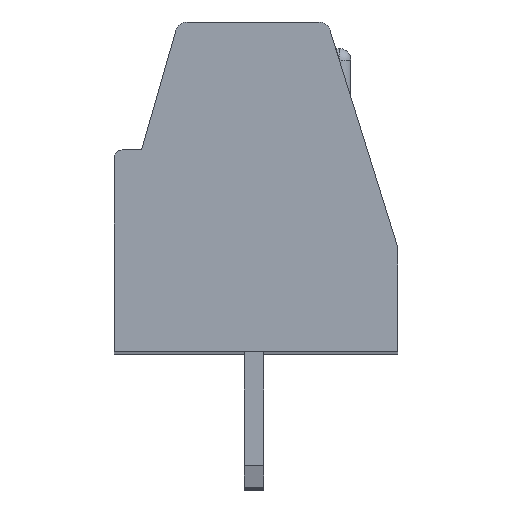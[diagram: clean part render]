
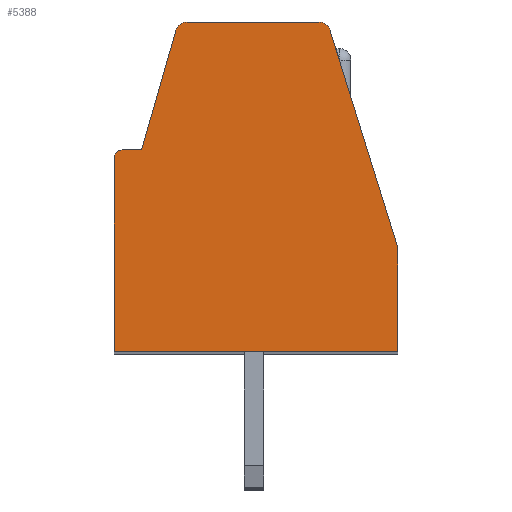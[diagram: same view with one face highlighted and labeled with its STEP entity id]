
A CAD part, top view. The second image highlights one B-rep face of the part: STEP entity #5388.
In plain terms, the highlighted planar face has unit normal (0, 0, 1).
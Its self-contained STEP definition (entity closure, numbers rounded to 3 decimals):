
#14=DIRECTION('',(0.,-1.,0.));
#15=VECTOR('',#14,5.);
#16=CARTESIAN_POINT('',(-3.6,5.,40.005));
#17=LINE('',#16,#15);
#18=CARTESIAN_POINT('',(-3.4,5.,40.005));
#19=DIRECTION('',(0.,0.,1.));
#20=DIRECTION('',(0.,1.,0.));
#21=AXIS2_PLACEMENT_3D('',#18,#19,#20);
#23=DIRECTION('',(-1.,0.,0.));
#24=VECTOR('',#23,0.5);
#25=CARTESIAN_POINT('',(-2.9,5.2,40.005));
#26=LINE('',#25,#24);
#27=DIRECTION('',(-0.276,-0.961,0.));
#28=VECTOR('',#27,3.207);
#29=CARTESIAN_POINT('',(-2.016,8.283,40.005));
#30=LINE('',#29,#28);
#31=CARTESIAN_POINT('',(-1.727,8.2,40.005));
#32=DIRECTION('',(0.,0.,1.));
#33=DIRECTION('',(0.,1.,0.));
#34=AXIS2_PLACEMENT_3D('',#31,#32,#33);
#36=DIRECTION('',(-1.,0.,0.));
#37=VECTOR('',#36,3.4);
#38=CARTESIAN_POINT('',(1.673,8.5,40.005));
#39=LINE('',#38,#37);
#40=CARTESIAN_POINT('',(1.673,8.2,40.005));
#41=DIRECTION('',(0.,0.,1.));
#42=DIRECTION('',(0.955,0.297,0.));
#43=AXIS2_PLACEMENT_3D('',#40,#41,#42);
#45=DIRECTION('',(-0.297,0.955,0.));
#46=VECTOR('',#45,5.854);
#47=CARTESIAN_POINT('',(3.7,2.7,40.005));
#48=LINE('',#47,#46);
#49=DIRECTION('',(0.,1.,0.));
#50=VECTOR('',#49,2.7);
#51=CARTESIAN_POINT('',(3.7,0.,40.005));
#52=LINE('',#51,#50);
#69=DIRECTION('',(1.,0.,0.));
#70=VECTOR('',#69,7.3);
#71=CARTESIAN_POINT('',(-3.6,0.,40.005));
#72=LINE('',#71,#70);
#4331=CARTESIAN_POINT('',(3.7,0.,40.005));
#4332=CARTESIAN_POINT('',(3.7,2.7,40.005));
#4333=VERTEX_POINT('',#4331);
#4334=VERTEX_POINT('',#4332);
#4335=CARTESIAN_POINT('',(1.959,8.289,40.005));
#4336=VERTEX_POINT('',#4335);
#4337=CARTESIAN_POINT('',(1.673,8.5,40.005));
#4338=VERTEX_POINT('',#4337);
#4339=CARTESIAN_POINT('',(-1.727,8.5,40.005));
#4340=VERTEX_POINT('',#4339);
#4341=CARTESIAN_POINT('',(-2.016,8.283,40.005));
#4342=VERTEX_POINT('',#4341);
#4343=CARTESIAN_POINT('',(-2.9,5.2,40.005));
#4344=VERTEX_POINT('',#4343);
#4345=CARTESIAN_POINT('',(-3.4,5.2,40.005));
#4346=VERTEX_POINT('',#4345);
#4347=CARTESIAN_POINT('',(-3.6,5.,40.005));
#4348=VERTEX_POINT('',#4347);
#4349=CARTESIAN_POINT('',(-3.6,0.,40.005));
#4350=VERTEX_POINT('',#4349);
#5361=CARTESIAN_POINT('',(0.,0.,40.005));
#5362=DIRECTION('',(0.,0.,1.));
#5363=DIRECTION('',(1.,0.,0.));
#5364=AXIS2_PLACEMENT_3D('',#5361,#5362,#5363);
#5365=PLANE('',#5364);
#5367=ORIENTED_EDGE('',*,*,#5366,.F.);
#5369=ORIENTED_EDGE('',*,*,#5368,.F.);
#5371=ORIENTED_EDGE('',*,*,#5370,.F.);
#5373=ORIENTED_EDGE('',*,*,#5372,.F.);
#5375=ORIENTED_EDGE('',*,*,#5374,.F.);
#5377=ORIENTED_EDGE('',*,*,#5376,.F.);
#5379=ORIENTED_EDGE('',*,*,#5378,.F.);
#5381=ORIENTED_EDGE('',*,*,#5380,.F.);
#5383=ORIENTED_EDGE('',*,*,#5382,.F.);
#5385=ORIENTED_EDGE('',*,*,#5384,.F.);
#5386=EDGE_LOOP('',(#5367,#5369,#5371,#5373,#5375,#5377,#5379,#5381,#5383,
#5385));
#5387=FACE_OUTER_BOUND('',#5386,.F.);
#22=CIRCLE('',#21,0.2);
#35=CIRCLE('',#34,0.3);
#44=CIRCLE('',#43,0.3);
#5366=EDGE_CURVE('',#4350,#4333,#72,.T.);
#5368=EDGE_CURVE('',#4348,#4350,#17,.T.);
#5370=EDGE_CURVE('',#4346,#4348,#22,.T.);
#5372=EDGE_CURVE('',#4344,#4346,#26,.T.);
#5374=EDGE_CURVE('',#4342,#4344,#30,.T.);
#5376=EDGE_CURVE('',#4340,#4342,#35,.T.);
#5378=EDGE_CURVE('',#4338,#4340,#39,.T.);
#5380=EDGE_CURVE('',#4336,#4338,#44,.T.);
#5382=EDGE_CURVE('',#4334,#4336,#48,.T.);
#5384=EDGE_CURVE('',#4333,#4334,#52,.T.);
#5388=ADVANCED_FACE('',(#5387),#5365,.T.);
